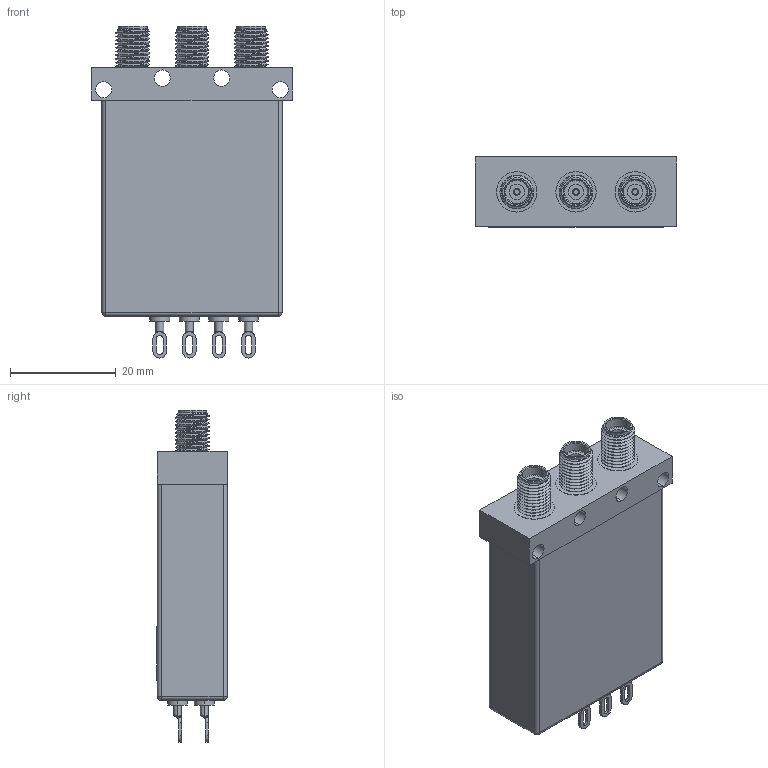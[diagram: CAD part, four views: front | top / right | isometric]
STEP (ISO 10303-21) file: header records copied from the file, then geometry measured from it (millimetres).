
FILE_DESCRIPTION (( 'STEP AP214' ), '1' );
FILE_NAME ('PE71S6445.step', '2021-02-25T20:37:46', ( '' ), ( '' ), 'SwSTEP 2.0', 'SolidWorks 2018', '' );
FILE_SCHEMA (( 'AUTOMOTIVE_DESIGN' ));
Length unit declared in the file: inch
Products named in the file (1): PE71S6445
Bounding box: 38.1 x 13.31 x 62.69 mm (x, y, z)
Volume: 21663.1 mm3; surface area: 8781.2 mm2
Topology: 3 solids, 3 shells, 880 faces, 2354 edges, 1537 vertices
Faces by surface type: plane 415, bspline 222, cylinder 212, cone 27, sphere 4
Entity records: 39704 total; most frequent: CARTESIAN_POINT 19504, ORIENTED_EDGE 4672, DIRECTION 3351, EDGE_CURVE 2336, VERTEX_POINT 1537, LINE 1363, VECTOR 1363, AXIS2_PLACEMENT_3D 994
